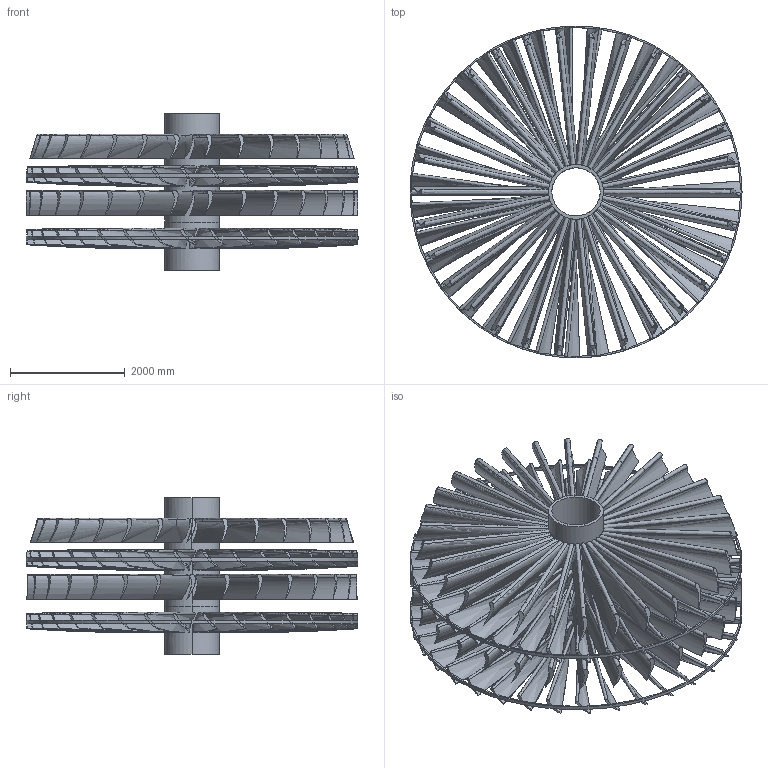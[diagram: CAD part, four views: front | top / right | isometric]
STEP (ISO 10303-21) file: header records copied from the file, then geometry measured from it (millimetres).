
FILE_DESCRIPTION(('FreeCAD Model'),'2;1');
FILE_NAME('Open CASCADE Shape Model','2025-04-27T10:34:47',('FreeCAD'),( 'FreeCAD'),'Open CASCADE STEP processor 7.6','FreeCAD','Unknown');
FILE_SCHEMA(('AUTOMOTIVE_DESIGN { 1 0 10303 214 1 1 1 1 }'));
Products named in the file (1): Open CASCADE STEP translator 7.6 1
Bounding box: 5788.35 x 5783.09 x 2736.54 mm (x, y, z)
Volume: 5592498805.4 mm3; surface area: 295100373.7 mm2
Topology: 62 solids, 62 shells, 1048 faces, 3122 edges, 2128 vertices
Faces by surface type: bspline 1048
Entity records: 176627 total; most frequent: CARTESIAN_POINT 158038, ORIENTED_EDGE 6244, EDGE_CURVE 3122, B_SPLINE_CURVE_WITH_KNOTS 2956, VERTEX_POINT 2128, FACE_BOUND 1122, EDGE_LOOP 1122, ADVANCED_FACE 1048
